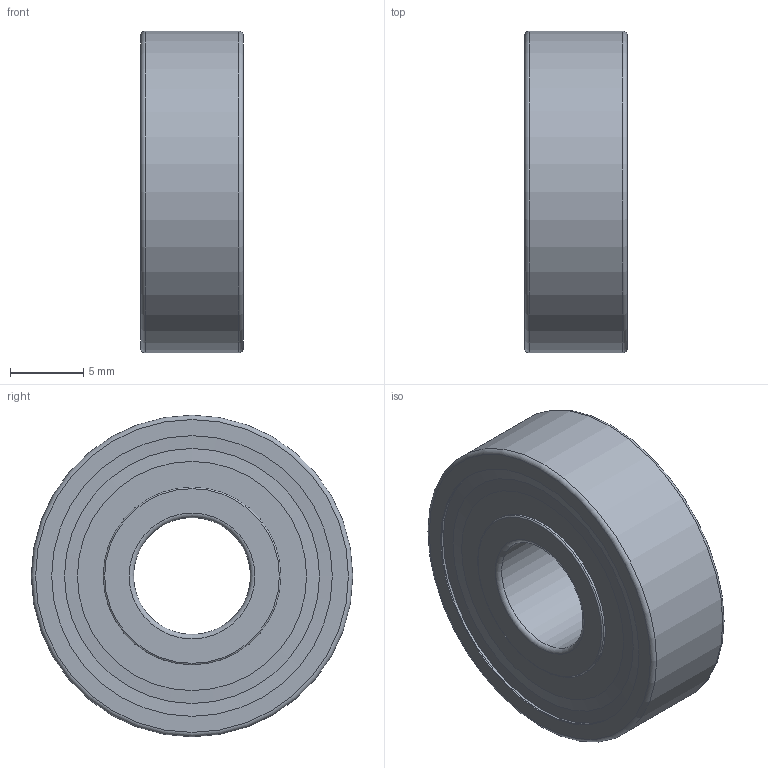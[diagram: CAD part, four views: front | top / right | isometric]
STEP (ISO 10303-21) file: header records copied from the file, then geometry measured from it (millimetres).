
FILE_DESCRIPTION( ( 'STEP AP214' ), '1' );
FILE_NAME( '608-2Z.stp', '2020-10-13T04:22:57', ( 'License CC BY-ND 4.0' ), ( 'CADENAS' ), ' ', 'PARTsolutions', ' ' );
FILE_SCHEMA( ( 'AUTOMOTIVE_DESIGN { 1 0 10303 214 1 1 1 1 }' ) );
Length unit declared in the file: millimetre
Products named in the file (5): 608-2Z; _608-2Z_PART1; _608-2Z_PART2; _608-2Z_PART3; _608-2Z_PART4
Assembly tree (16 placements, depth 2):
  608-2Z
    _608-2Z_PART1
    _608-2Z_PART2
    _608-2Z_PART3  x7
    _608-2Z_PART4  x7
Bounding box: 7 x 22 x 22 mm (x, y, z)
Volume: 1544.3 mm3; surface area: 2795.2 mm2
Topology: 9 solids, 9 shells, 47 faces, 93 edges, 61 vertices
Faces by surface type: cylinder 12, cone 10, torus 10, plane 8, sphere 7
Full cylindrical faces by diameter (mm): 8 x1, 12.15 x4, 17.36 x2, 19.2 x4, 22 x1
Entity records: 1356 total; most frequent: DIRECTION 196, CARTESIAN_POINT 144, AXIS2_PLACEMENT_3D 98, EDGE_LOOP 80, ORIENTED_EDGE 80, FACE_OUTER_BOUND 62, VERTEX_POINT 45, STYLED_ITEM 41
